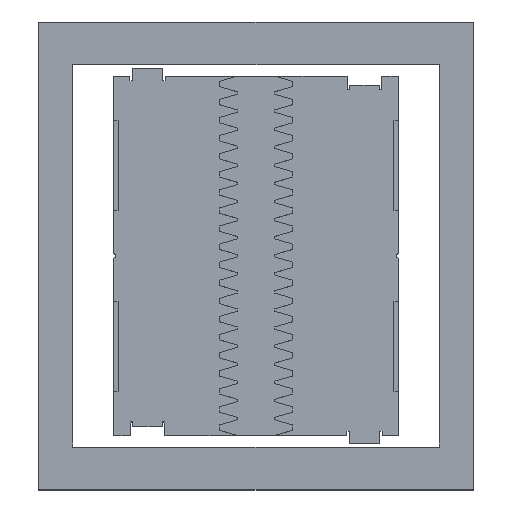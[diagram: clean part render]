
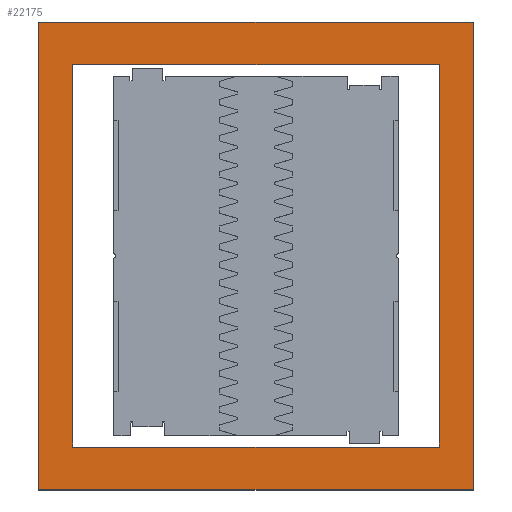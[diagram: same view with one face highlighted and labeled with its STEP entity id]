
A CAD part, top view. The second image highlights one B-rep face of the part: STEP entity #22175.
In plain terms, the highlighted planar face has unit normal (0, 0, 1).
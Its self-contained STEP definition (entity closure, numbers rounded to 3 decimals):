
#22175 = ADVANCED_FACE('',(#22176,#22295),#22190,.T.);
#22176 = FACE_BOUND('',#22177,.T.);
#22177 = EDGE_LOOP('',(#22178,#22213,#22241,#22269));
#22178 = ORIENTED_EDGE('',*,*,#22179,.T.);
#22179 = EDGE_CURVE('',#22180,#22182,#22184,.T.);
#22180 = VERTEX_POINT('',#22181);
#22181 = CARTESIAN_POINT('',(16.2,16.9,-4.2));
#22182 = VERTEX_POINT('',#22183);
#22183 = CARTESIAN_POINT('',(16.2,-16.9,-4.2));
#22184 = SURFACE_CURVE('',#22185,(#22189,#22201),.PCURVE_S1.);
#22185 = LINE('',#22186,#22187);
#22186 = CARTESIAN_POINT('',(16.2,16.9,-4.2));
#22187 = VECTOR('',#22188,1.);
#22188 = DIRECTION('',(0.,-1.,0.));
#22189 = PCURVE('',#22190,#22195);
#22190 = PLANE('',#22191);
#22191 = AXIS2_PLACEMENT_3D('',#22192,#22193,#22194);
#22192 = CARTESIAN_POINT('',(19.2,16.,-4.2));
#22193 = DIRECTION('',(0.,0.,1.));
#22194 = DIRECTION('',(0.,1.,0.));
#22195 = DEFINITIONAL_REPRESENTATION('',(#22196),#22200);
#22196 = LINE('',#22197,#22198);
#22197 = CARTESIAN_POINT('',(0.9,3.));
#22198 = VECTOR('',#22199,1.);
#22199 = DIRECTION('',(-1.,0.));
#22200 = ( GEOMETRIC_REPRESENTATION_CONTEXT(2) 
PARAMETRIC_REPRESENTATION_CONTEXT() REPRESENTATION_CONTEXT('2D SPACE',''
  ) );
#22201 = PCURVE('',#22202,#22207);
#22202 = PLANE('',#22203);
#22203 = AXIS2_PLACEMENT_3D('',#22204,#22205,#22206);
#22204 = CARTESIAN_POINT('',(16.2,16.,-6.6));
#22205 = DIRECTION('',(-1.,0.,0.));
#22206 = DIRECTION('',(0.,0.,1.));
#22207 = DEFINITIONAL_REPRESENTATION('',(#22208),#22212);
#22208 = LINE('',#22209,#22210);
#22209 = CARTESIAN_POINT('',(2.4,0.9));
#22210 = VECTOR('',#22211,1.);
#22211 = DIRECTION('',(0.,-1.));
#22212 = ( GEOMETRIC_REPRESENTATION_CONTEXT(2) 
PARAMETRIC_REPRESENTATION_CONTEXT() REPRESENTATION_CONTEXT('2D SPACE',''
  ) );
#22213 = ORIENTED_EDGE('',*,*,#22214,.F.);
#22214 = EDGE_CURVE('',#22215,#22182,#22217,.T.);
#22215 = VERTEX_POINT('',#22216);
#22216 = CARTESIAN_POINT('',(-16.2,-16.9,-4.2));
#22217 = SURFACE_CURVE('',#22218,(#22222,#22229),.PCURVE_S1.);
#22218 = LINE('',#22219,#22220);
#22219 = CARTESIAN_POINT('',(-16.2,-16.9,-4.2));
#22220 = VECTOR('',#22221,1.);
#22221 = DIRECTION('',(1.,0.,0.));
#22222 = PCURVE('',#22190,#22223);
#22223 = DEFINITIONAL_REPRESENTATION('',(#22224),#22228);
#22224 = LINE('',#22225,#22226);
#22225 = CARTESIAN_POINT('',(-32.9,35.4));
#22226 = VECTOR('',#22227,1.);
#22227 = DIRECTION('',(0.,-1.));
#22228 = ( GEOMETRIC_REPRESENTATION_CONTEXT(2) 
PARAMETRIC_REPRESENTATION_CONTEXT() REPRESENTATION_CONTEXT('2D SPACE',''
  ) );
#22229 = PCURVE('',#22230,#22235);
#22230 = PLANE('',#22231);
#22231 = AXIS2_PLACEMENT_3D('',#22232,#22233,#22234);
#22232 = CARTESIAN_POINT('',(-16.2,-16.9,-6.6));
#22233 = DIRECTION('',(0.,-1.,0.));
#22234 = DIRECTION('',(0.,0.,1.));
#22235 = DEFINITIONAL_REPRESENTATION('',(#22236),#22240);
#22236 = LINE('',#22237,#22238);
#22237 = CARTESIAN_POINT('',(2.4,0.));
#22238 = VECTOR('',#22239,1.);
#22239 = DIRECTION('',(0.,-1.));
#22240 = ( GEOMETRIC_REPRESENTATION_CONTEXT(2) 
PARAMETRIC_REPRESENTATION_CONTEXT() REPRESENTATION_CONTEXT('2D SPACE',''
  ) );
#22241 = ORIENTED_EDGE('',*,*,#22242,.T.);
#22242 = EDGE_CURVE('',#22215,#22243,#22245,.T.);
#22243 = VERTEX_POINT('',#22244);
#22244 = CARTESIAN_POINT('',(-16.2,16.9,-4.2));
#22245 = SURFACE_CURVE('',#22246,(#22250,#22257),.PCURVE_S1.);
#22246 = LINE('',#22247,#22248);
#22247 = CARTESIAN_POINT('',(-16.2,-16.9,-4.2));
#22248 = VECTOR('',#22249,1.);
#22249 = DIRECTION('',(0.,1.,0.));
#22250 = PCURVE('',#22190,#22251);
#22251 = DEFINITIONAL_REPRESENTATION('',(#22252),#22256);
#22252 = LINE('',#22253,#22254);
#22253 = CARTESIAN_POINT('',(-32.9,35.4));
#22254 = VECTOR('',#22255,1.);
#22255 = DIRECTION('',(1.,0.));
#22256 = ( GEOMETRIC_REPRESENTATION_CONTEXT(2) 
PARAMETRIC_REPRESENTATION_CONTEXT() REPRESENTATION_CONTEXT('2D SPACE',''
  ) );
#22257 = PCURVE('',#22258,#22263);
#22258 = PLANE('',#22259);
#22259 = AXIS2_PLACEMENT_3D('',#22260,#22261,#22262);
#22260 = CARTESIAN_POINT('',(-16.2,16.,-6.6));
#22261 = DIRECTION('',(-1.,0.,0.));
#22262 = DIRECTION('',(0.,0.,1.));
#22263 = DEFINITIONAL_REPRESENTATION('',(#22264),#22268);
#22264 = LINE('',#22265,#22266);
#22265 = CARTESIAN_POINT('',(2.4,-32.9));
#22266 = VECTOR('',#22267,1.);
#22267 = DIRECTION('',(0.,1.));
#22268 = ( GEOMETRIC_REPRESENTATION_CONTEXT(2) 
PARAMETRIC_REPRESENTATION_CONTEXT() REPRESENTATION_CONTEXT('2D SPACE',''
  ) );
#22269 = ORIENTED_EDGE('',*,*,#22270,.F.);
#22270 = EDGE_CURVE('',#22180,#22243,#22271,.T.);
#22271 = SURFACE_CURVE('',#22272,(#22276,#22283),.PCURVE_S1.);
#22272 = LINE('',#22273,#22274);
#22273 = CARTESIAN_POINT('',(16.2,16.9,-4.2));
#22274 = VECTOR('',#22275,1.);
#22275 = DIRECTION('',(-1.,0.,0.));
#22276 = PCURVE('',#22190,#22277);
#22277 = DEFINITIONAL_REPRESENTATION('',(#22278),#22282);
#22278 = LINE('',#22279,#22280);
#22279 = CARTESIAN_POINT('',(0.9,3.));
#22280 = VECTOR('',#22281,1.);
#22281 = DIRECTION('',(0.,1.));
#22282 = ( GEOMETRIC_REPRESENTATION_CONTEXT(2) 
PARAMETRIC_REPRESENTATION_CONTEXT() REPRESENTATION_CONTEXT('2D SPACE',''
  ) );
#22283 = PCURVE('',#22284,#22289);
#22284 = PLANE('',#22285);
#22285 = AXIS2_PLACEMENT_3D('',#22286,#22287,#22288);
#22286 = CARTESIAN_POINT('',(16.2,16.9,-6.6));
#22287 = DIRECTION('',(0.,1.,0.));
#22288 = DIRECTION('',(0.,0.,1.));
#22289 = DEFINITIONAL_REPRESENTATION('',(#22290),#22294);
#22290 = LINE('',#22291,#22292);
#22291 = CARTESIAN_POINT('',(2.4,0.));
#22292 = VECTOR('',#22293,1.);
#22293 = DIRECTION('',(0.,-1.));
#22294 = ( GEOMETRIC_REPRESENTATION_CONTEXT(2) 
PARAMETRIC_REPRESENTATION_CONTEXT() REPRESENTATION_CONTEXT('2D SPACE',''
  ) );
#22295 = FACE_BOUND('',#22296,.T.);
#22296 = EDGE_LOOP('',(#22297,#22327,#22355,#22383));
#22297 = ORIENTED_EDGE('',*,*,#22298,.T.);
#22298 = EDGE_CURVE('',#22299,#22301,#22303,.T.);
#22299 = VERTEX_POINT('',#22300);
#22300 = CARTESIAN_POINT('',(-19.2,20.7,-4.2));
#22301 = VERTEX_POINT('',#22302);
#22302 = CARTESIAN_POINT('',(-19.2,-20.7,-4.2));
#22303 = SURFACE_CURVE('',#22304,(#22308,#22315),.PCURVE_S1.);
#22304 = LINE('',#22305,#22306);
#22305 = CARTESIAN_POINT('',(-19.2,20.7,-4.2));
#22306 = VECTOR('',#22307,1.);
#22307 = DIRECTION('',(0.,-1.,0.));
#22308 = PCURVE('',#22190,#22309);
#22309 = DEFINITIONAL_REPRESENTATION('',(#22310),#22314);
#22310 = LINE('',#22311,#22312);
#22311 = CARTESIAN_POINT('',(4.7,38.4));
#22312 = VECTOR('',#22313,1.);
#22313 = DIRECTION('',(-1.,0.));
#22314 = ( GEOMETRIC_REPRESENTATION_CONTEXT(2) 
PARAMETRIC_REPRESENTATION_CONTEXT() REPRESENTATION_CONTEXT('2D SPACE',''
  ) );
#22315 = PCURVE('',#22316,#22321);
#22316 = PLANE('',#22317);
#22317 = AXIS2_PLACEMENT_3D('',#22318,#22319,#22320);
#22318 = CARTESIAN_POINT('',(-19.2,16.,-6.6));
#22319 = DIRECTION('',(-1.,0.,0.));
#22320 = DIRECTION('',(0.,0.,1.));
#22321 = DEFINITIONAL_REPRESENTATION('',(#22322),#22326);
#22322 = LINE('',#22323,#22324);
#22323 = CARTESIAN_POINT('',(2.4,4.7));
#22324 = VECTOR('',#22325,1.);
#22325 = DIRECTION('',(0.,-1.));
#22326 = ( GEOMETRIC_REPRESENTATION_CONTEXT(2) 
PARAMETRIC_REPRESENTATION_CONTEXT() REPRESENTATION_CONTEXT('2D SPACE',''
  ) );
#22327 = ORIENTED_EDGE('',*,*,#22328,.T.);
#22328 = EDGE_CURVE('',#22301,#22329,#22331,.T.);
#22329 = VERTEX_POINT('',#22330);
#22330 = CARTESIAN_POINT('',(19.2,-20.7,-4.2));
#22331 = SURFACE_CURVE('',#22332,(#22336,#22343),.PCURVE_S1.);
#22332 = LINE('',#22333,#22334);
#22333 = CARTESIAN_POINT('',(-19.2,-20.7,-4.2));
#22334 = VECTOR('',#22335,1.);
#22335 = DIRECTION('',(1.,0.,0.));
#22336 = PCURVE('',#22190,#22337);
#22337 = DEFINITIONAL_REPRESENTATION('',(#22338),#22342);
#22338 = LINE('',#22339,#22340);
#22339 = CARTESIAN_POINT('',(-36.7,38.4));
#22340 = VECTOR('',#22341,1.);
#22341 = DIRECTION('',(0.,-1.));
#22342 = ( GEOMETRIC_REPRESENTATION_CONTEXT(2) 
PARAMETRIC_REPRESENTATION_CONTEXT() REPRESENTATION_CONTEXT('2D SPACE',''
  ) );
#22343 = PCURVE('',#22344,#22349);
#22344 = PLANE('',#22345);
#22345 = AXIS2_PLACEMENT_3D('',#22346,#22347,#22348);
#22346 = CARTESIAN_POINT('',(-19.2,-20.7,-6.6));
#22347 = DIRECTION('',(0.,-1.,0.));
#22348 = DIRECTION('',(0.,0.,1.));
#22349 = DEFINITIONAL_REPRESENTATION('',(#22350),#22354);
#22350 = LINE('',#22351,#22352);
#22351 = CARTESIAN_POINT('',(2.4,0.));
#22352 = VECTOR('',#22353,1.);
#22353 = DIRECTION('',(0.,-1.));
#22354 = ( GEOMETRIC_REPRESENTATION_CONTEXT(2) 
PARAMETRIC_REPRESENTATION_CONTEXT() REPRESENTATION_CONTEXT('2D SPACE',''
  ) );
#22355 = ORIENTED_EDGE('',*,*,#22356,.T.);
#22356 = EDGE_CURVE('',#22329,#22357,#22359,.T.);
#22357 = VERTEX_POINT('',#22358);
#22358 = CARTESIAN_POINT('',(19.2,20.7,-4.2));
#22359 = SURFACE_CURVE('',#22360,(#22364,#22371),.PCURVE_S1.);
#22360 = LINE('',#22361,#22362);
#22361 = CARTESIAN_POINT('',(19.2,-20.7,-4.2));
#22362 = VECTOR('',#22363,1.);
#22363 = DIRECTION('',(0.,1.,0.));
#22364 = PCURVE('',#22190,#22365);
#22365 = DEFINITIONAL_REPRESENTATION('',(#22366),#22370);
#22366 = LINE('',#22367,#22368);
#22367 = CARTESIAN_POINT('',(-36.7,0.));
#22368 = VECTOR('',#22369,1.);
#22369 = DIRECTION('',(1.,0.));
#22370 = ( GEOMETRIC_REPRESENTATION_CONTEXT(2) 
PARAMETRIC_REPRESENTATION_CONTEXT() REPRESENTATION_CONTEXT('2D SPACE',''
  ) );
#22371 = PCURVE('',#22372,#22377);
#22372 = PLANE('',#22373);
#22373 = AXIS2_PLACEMENT_3D('',#22374,#22375,#22376);
#22374 = CARTESIAN_POINT('',(19.2,16.,-6.6));
#22375 = DIRECTION('',(-1.,0.,0.));
#22376 = DIRECTION('',(0.,0.,1.));
#22377 = DEFINITIONAL_REPRESENTATION('',(#22378),#22382);
#22378 = LINE('',#22379,#22380);
#22379 = CARTESIAN_POINT('',(2.4,-36.7));
#22380 = VECTOR('',#22381,1.);
#22381 = DIRECTION('',(0.,1.));
#22382 = ( GEOMETRIC_REPRESENTATION_CONTEXT(2) 
PARAMETRIC_REPRESENTATION_CONTEXT() REPRESENTATION_CONTEXT('2D SPACE',''
  ) );
#22383 = ORIENTED_EDGE('',*,*,#22384,.T.);
#22384 = EDGE_CURVE('',#22357,#22299,#22385,.T.);
#22385 = SURFACE_CURVE('',#22386,(#22390,#22397),.PCURVE_S1.);
#22386 = LINE('',#22387,#22388);
#22387 = CARTESIAN_POINT('',(19.2,20.7,-4.2));
#22388 = VECTOR('',#22389,1.);
#22389 = DIRECTION('',(-1.,0.,0.));
#22390 = PCURVE('',#22190,#22391);
#22391 = DEFINITIONAL_REPRESENTATION('',(#22392),#22396);
#22392 = LINE('',#22393,#22394);
#22393 = CARTESIAN_POINT('',(4.7,0.));
#22394 = VECTOR('',#22395,1.);
#22395 = DIRECTION('',(0.,1.));
#22396 = ( GEOMETRIC_REPRESENTATION_CONTEXT(2) 
PARAMETRIC_REPRESENTATION_CONTEXT() REPRESENTATION_CONTEXT('2D SPACE',''
  ) );
#22397 = PCURVE('',#22398,#22403);
#22398 = PLANE('',#22399);
#22399 = AXIS2_PLACEMENT_3D('',#22400,#22401,#22402);
#22400 = CARTESIAN_POINT('',(19.2,20.7,-6.6));
#22401 = DIRECTION('',(0.,1.,0.));
#22402 = DIRECTION('',(0.,0.,1.));
#22403 = DEFINITIONAL_REPRESENTATION('',(#22404),#22408);
#22404 = LINE('',#22405,#22406);
#22405 = CARTESIAN_POINT('',(2.4,0.));
#22406 = VECTOR('',#22407,1.);
#22407 = DIRECTION('',(0.,-1.));
#22408 = ( GEOMETRIC_REPRESENTATION_CONTEXT(2) 
PARAMETRIC_REPRESENTATION_CONTEXT() REPRESENTATION_CONTEXT('2D SPACE',''
  ) );
